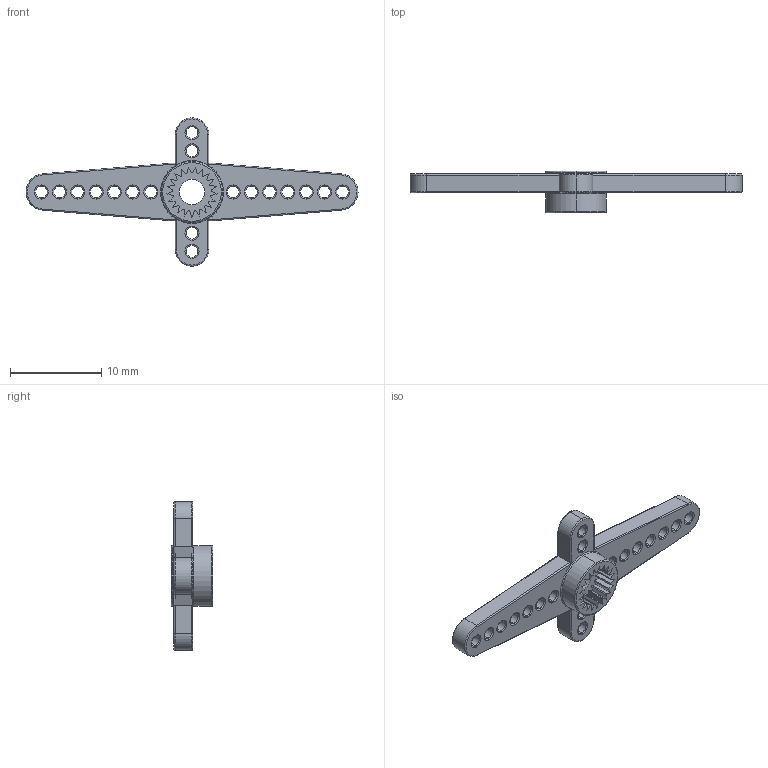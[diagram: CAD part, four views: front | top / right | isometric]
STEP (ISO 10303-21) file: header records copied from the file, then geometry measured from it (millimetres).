
FILE_DESCRIPTION (( 'STEP AP214' ), '1' );
FILE_NAME ('Four directed shoulder.STEP', '2024-06-15T08:28:10', ( '' ), ( '' ), 'SwSTEP 2.0', 'SolidWorks 2020', '' );
FILE_SCHEMA (( 'AUTOMOTIVE_DESIGN' ));
Length unit declared in the file: millimetre
Products named in the file (1): Four directed shoulder
Bounding box: 36.35 x 4.55 x 16.25 mm (x, y, z)
Volume: 423.5 mm3; surface area: 848.6 mm2
Topology: 1 solids, 1 shells, 232 faces, 572 edges, 346 vertices
Faces by surface type: torus 90, cylinder 86, plane 56
Entity records: 8172 total; most frequent: DIRECTION 1358, CARTESIAN_POINT 1175, ORIENTED_EDGE 1144, EDGE_CURVE 572, AXIS2_PLACEMENT_3D 561, VERTEX_POINT 346, CIRCLE 328, EDGE_LOOP 274
